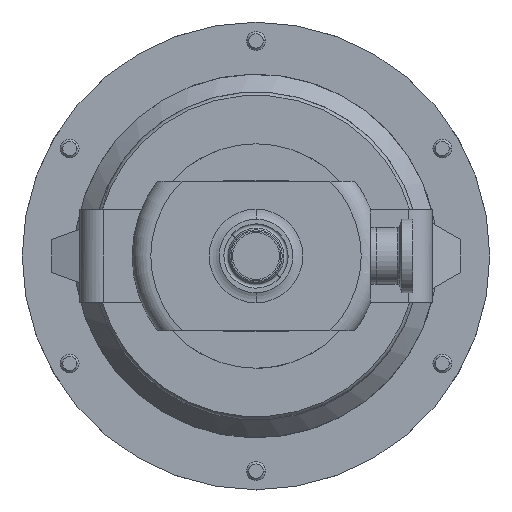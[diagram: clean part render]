
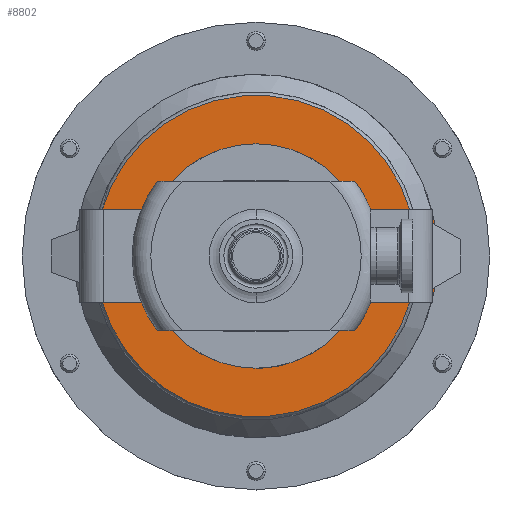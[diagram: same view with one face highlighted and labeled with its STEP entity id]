
A CAD part, front view. The second image highlights one B-rep face of the part: STEP entity #8802.
In plain terms, the highlighted planar face has unit normal (0, -1, 0).
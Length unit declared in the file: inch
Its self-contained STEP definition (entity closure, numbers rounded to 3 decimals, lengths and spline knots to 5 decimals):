
#334 = PLANE ( 'NONE',  #14414 ) ;
#807 = EDGE_CURVE ( 'NONE', #9738, #4336, #3265, .T. ) ;
#1061 = EDGE_CURVE ( 'NONE', #6428, #13193, #15885, .T. ) ;
#1180 = CARTESIAN_POINT ( 'NONE',  ( -2.11301, 5.583, 0.585 ) ) ;
#1191 = VERTEX_POINT ( 'NONE', #8669 ) ;
#1379 = LINE ( 'NONE', #9441, #1589 ) ;
#1434 = ORIENTED_EDGE ( 'NONE', *, *, #8435, .T. ) ;
#1485 = EDGE_CURVE ( 'NONE', #15590, #6564, #9180, .T. ) ;
#1589 = VECTOR ( 'NONE', #2855, 39.37008 ) ;
#1806 = EDGE_CURVE ( 'NONE', #10681, #3094, #1379, .T. ) ;
#2035 = DIRECTION ( 'NONE',  ( 0., -1., 0. ) ) ;
#2149 = DIRECTION ( 'NONE',  ( 0., 0., -1. ) ) ;
#2288 = ORIENTED_EDGE ( 'NONE', *, *, #1806, .T. ) ;
#2855 = DIRECTION ( 'NONE',  ( -1., 0., 0. ) ) ;
#3094 = VERTEX_POINT ( 'NONE', #12628 ) ;
#3210 = EDGE_CURVE ( 'NONE', #1191, #8721, #13609, .T. ) ;
#3265 = LINE ( 'NONE', #13298, #7154 ) ;
#3314 = DIRECTION ( 'NONE',  ( 1., 0., 0. ) ) ;
#3327 = FACE_OUTER_BOUND ( 'NONE', #4882, .T. ) ;
#3352 = CIRCLE ( 'NONE', #10890, 2.1925 ) ;
#3733 = DIRECTION ( 'NONE',  ( 0., 0., -1. ) ) ;
#4102 = CIRCLE ( 'NONE', #16364, 2.14874 ) ;
#4223 = CARTESIAN_POINT ( 'NONE',  ( 2.4285, 5.583, 0. ) ) ;
#4305 = DIRECTION ( 'NONE',  ( 1., 0., 0. ) ) ;
#4336 = VERTEX_POINT ( 'NONE', #13278 ) ;
#4394 = CARTESIAN_POINT ( 'NONE',  ( 0., 5.583, 0. ) ) ;
#4501 = DIRECTION ( 'NONE',  ( 1., 0., 0. ) ) ;
#4740 = EDGE_CURVE ( 'NONE', #3094, #9738, #3352, .T. ) ;
#4849 = DIRECTION ( 'NONE',  ( 0., -1., 0. ) ) ;
#4882 = EDGE_LOOP ( 'NONE', ( #1434, #2288, #13421, #10957, #9392, #10549, #6707, #11735, #4918 ) ) ;
#4918 = ORIENTED_EDGE ( 'NONE', *, *, #3210, .T. ) ;
#5167 = AXIS2_PLACEMENT_3D ( 'NONE', #12843, #7580, #3733 ) ;
#5297 = LINE ( 'NONE', #6768, #13510 ) ;
#5806 = DIRECTION ( 'NONE',  ( 0., -1., 0. ) ) ;
#6259 = EDGE_CURVE ( 'NONE', #6564, #1191, #9660, .T. ) ;
#6264 = CARTESIAN_POINT ( 'NONE',  ( 2.06757, 5.583, -0.585 ) ) ;
#6272 = EDGE_CURVE ( 'NONE', #13193, #6428, #14144, .T. ) ;
#6428 = VERTEX_POINT ( 'NONE', #13228 ) ;
#6564 = VERTEX_POINT ( 'NONE', #4223 ) ;
#6671 = CARTESIAN_POINT ( 'NONE',  ( 0., 5.583, -0.46 ) ) ;
#6707 = ORIENTED_EDGE ( 'NONE', *, *, #1485, .T. ) ;
#6768 = CARTESIAN_POINT ( 'NONE',  ( -2.11301, 5.583, -0.585 ) ) ;
#6813 = CARTESIAN_POINT ( 'NONE',  ( 0., 5.583, -1.5 ) ) ;
#7154 = VECTOR ( 'NONE', #4305, 39.37008 ) ;
#7242 = DIRECTION ( 'NONE',  ( 0., -1., 0. ) ) ;
#7580 = DIRECTION ( 'NONE',  ( 0., -1., 0. ) ) ;
#7894 = AXIS2_PLACEMENT_3D ( 'NONE', #14869, #7242, #2149 ) ;
#8016 = DIRECTION ( 'NONE',  ( 0., 1., 0. ) ) ;
#8435 = EDGE_CURVE ( 'NONE', #8721, #10681, #16391, .T. ) ;
#8558 = CARTESIAN_POINT ( 'NONE',  ( 0., 5.583, 0. ) ) ;
#8669 = CARTESIAN_POINT ( 'NONE',  ( 2.35699, 5.583, 0.585 ) ) ;
#8719 = CARTESIAN_POINT ( 'NONE',  ( 0., 5.583, 0. ) ) ;
#8721 = VERTEX_POINT ( 'NONE', #13380 ) ;
#8732 = DIRECTION ( 'NONE',  ( 0., -1., 0. ) ) ;
#8802 = ADVANCED_FACE ( 'NONE', ( #13561, #3327 ), #334, .F. ) ;
#9063 = EDGE_LOOP ( 'NONE', ( #13608, #13677 ) ) ;
#9180 = CIRCLE ( 'NONE', #13046, 2.4285 ) ;
#9392 = ORIENTED_EDGE ( 'NONE', *, *, #10589, .T. ) ;
#9441 = CARTESIAN_POINT ( 'NONE',  ( -2.11301, 5.583, 0.585 ) ) ;
#9602 = AXIS2_PLACEMENT_3D ( 'NONE', #14017, #11405, #10250 ) ;
#9660 = CIRCLE ( 'NONE', #11977, 2.4285 ) ;
#9738 = VERTEX_POINT ( 'NONE', #15118 ) ;
#10040 = DIRECTION ( 'NONE',  ( 1., 0., 0. ) ) ;
#10250 = DIRECTION ( 'NONE',  ( 1., 0., 0. ) ) ;
#10333 = DIRECTION ( 'NONE',  ( -1., 0., 0. ) ) ;
#10549 = ORIENTED_EDGE ( 'NONE', *, *, #10968, .T. ) ;
#10589 = EDGE_CURVE ( 'NONE', #4336, #11251, #4102, .T. ) ;
#10681 = VERTEX_POINT ( 'NONE', #15128 ) ;
#10890 = AXIS2_PLACEMENT_3D ( 'NONE', #8558, #2035, #12615 ) ;
#10957 = ORIENTED_EDGE ( 'NONE', *, *, #807, .T. ) ;
#10968 = EDGE_CURVE ( 'NONE', #11251, #15590, #5297, .T. ) ;
#11251 = VERTEX_POINT ( 'NONE', #6264 ) ;
#11405 = DIRECTION ( 'NONE',  ( 0., -1., 0. ) ) ;
#11735 = ORIENTED_EDGE ( 'NONE', *, *, #6259, .T. ) ;
#11977 = AXIS2_PLACEMENT_3D ( 'NONE', #15219, #8732, #10040 ) ;
#12604 = VECTOR ( 'NONE', #10333, 39.37008 ) ;
#12615 = DIRECTION ( 'NONE',  ( 1., 0., 0. ) ) ;
#12628 = CARTESIAN_POINT ( 'NONE',  ( -2.11301, 5.583, 0.585 ) ) ;
#12843 = CARTESIAN_POINT ( 'NONE',  ( 0., 5.583, 0. ) ) ;
#13046 = AXIS2_PLACEMENT_3D ( 'NONE', #8719, #4849, #16614 ) ;
#13193 = VERTEX_POINT ( 'NONE', #6813 ) ;
#13228 = CARTESIAN_POINT ( 'NONE',  ( 0., 5.583, 1.5 ) ) ;
#13278 = CARTESIAN_POINT ( 'NONE',  ( -2.06757, 5.583, -0.585 ) ) ;
#13298 = CARTESIAN_POINT ( 'NONE',  ( -2.11301, 5.583, -0.585 ) ) ;
#13380 = CARTESIAN_POINT ( 'NONE',  ( 2.06757, 5.583, 0.585 ) ) ;
#13421 = ORIENTED_EDGE ( 'NONE', *, *, #4740, .T. ) ;
#13510 = VECTOR ( 'NONE', #14660, 39.37008 ) ;
#13561 = FACE_BOUND ( 'NONE', #9063, .T. ) ;
#13608 = ORIENTED_EDGE ( 'NONE', *, *, #6272, .F. ) ;
#13609 = LINE ( 'NONE', #1180, #12604 ) ;
#13677 = ORIENTED_EDGE ( 'NONE', *, *, #1061, .F. ) ;
#14017 = CARTESIAN_POINT ( 'NONE',  ( 0., 5.583, 0. ) ) ;
#14144 = CIRCLE ( 'NONE', #5167, 1.5 ) ;
#14414 = AXIS2_PLACEMENT_3D ( 'NONE', #6671, #8016, #3314 ) ;
#14660 = DIRECTION ( 'NONE',  ( 1., 0., 0. ) ) ;
#14747 = CARTESIAN_POINT ( 'NONE',  ( 2.35699, 5.583, -0.585 ) ) ;
#14869 = CARTESIAN_POINT ( 'NONE',  ( 0., 5.583, 0. ) ) ;
#15118 = CARTESIAN_POINT ( 'NONE',  ( -2.11301, 5.583, -0.585 ) ) ;
#15128 = CARTESIAN_POINT ( 'NONE',  ( -2.06757, 5.583, 0.585 ) ) ;
#15219 = CARTESIAN_POINT ( 'NONE',  ( 0., 5.583, 0. ) ) ;
#15590 = VERTEX_POINT ( 'NONE', #14747 ) ;
#15885 = CIRCLE ( 'NONE', #7894, 1.5 ) ;
#16364 = AXIS2_PLACEMENT_3D ( 'NONE', #4394, #5806, #4501 ) ;
#16391 = CIRCLE ( 'NONE', #9602, 2.14874 ) ;
#16614 = DIRECTION ( 'NONE',  ( 1., 0., 0. ) ) ;
